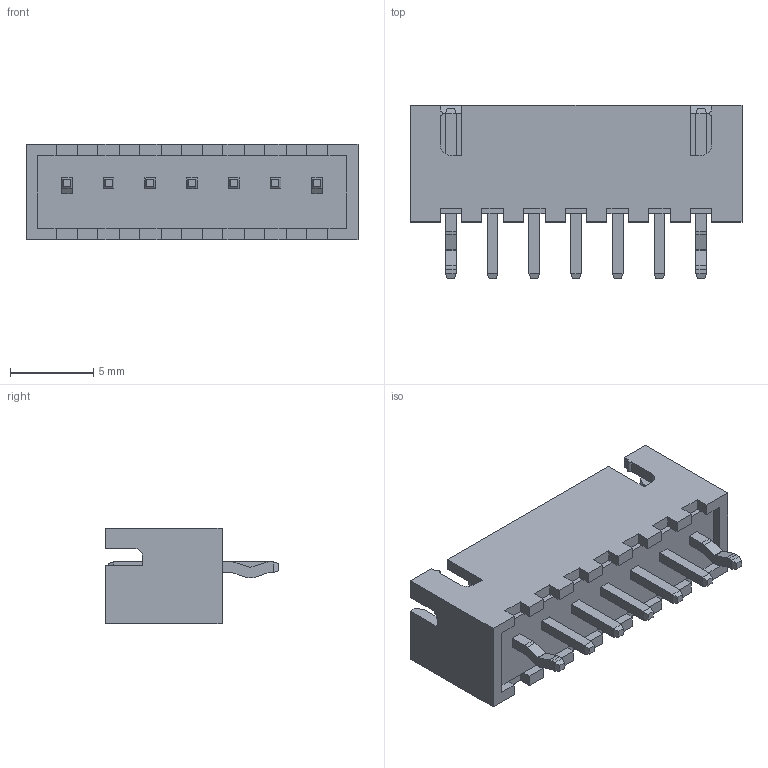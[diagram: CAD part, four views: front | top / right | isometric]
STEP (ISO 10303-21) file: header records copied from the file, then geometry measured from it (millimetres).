
FILE_DESCRIPTION (( 'STEP AP214' ), '1' );
FILE_NAME ('B7B-XH-A(LF)(SN).STEP', '2022-05-31T19:38:09', ( '' ), ( '' ), 'SwSTEP 2.0', 'SolidWorks 2017', '' );
FILE_SCHEMA (( 'AUTOMOTIVE_DESIGN' ));
Length unit declared in the file: millimetre
Products named in the file (1): B7B-XH-A(LF)(SN)
Bounding box: 19.9 x 10.4 x 5.75 mm (x, y, z)
Volume: 300.3 mm3; surface area: 1049.4 mm2
Topology: 8 solids, 8 shells, 283 faces, 714 edges, 447 vertices
Faces by surface type: plane 260, cylinder 23
Entity records: 10089 total; most frequent: CARTESIAN_POINT 1451, ORIENTED_EDGE 1428, DIRECTION 1325, EDGE_CURVE 714, VECTOR 667, LINE 667, VERTEX_POINT 447, AXIS2_PLACEMENT_3D 329
